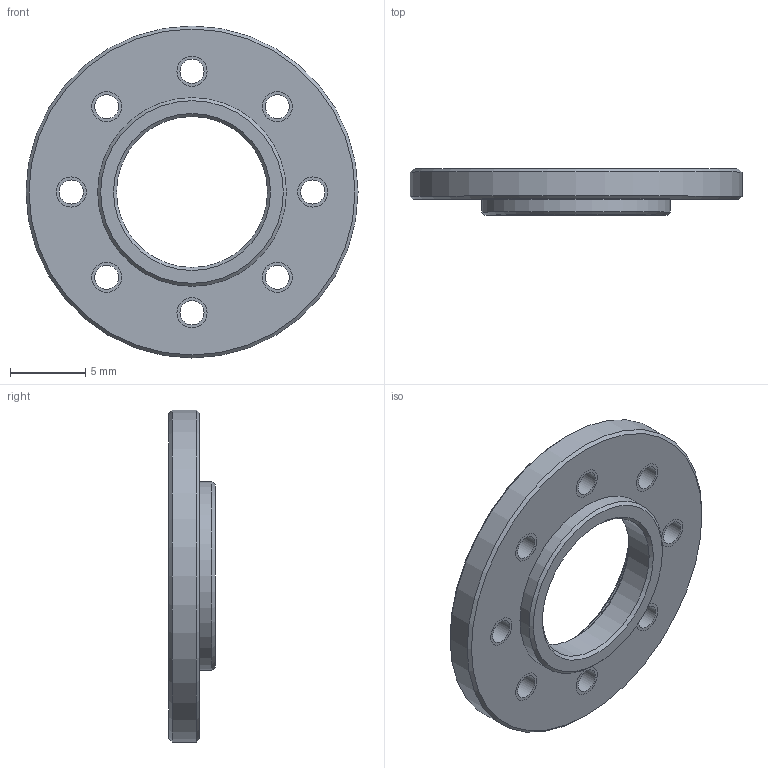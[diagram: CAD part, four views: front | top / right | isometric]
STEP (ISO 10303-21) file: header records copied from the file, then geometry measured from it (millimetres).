
FILE_DESCRIPTION(/* description */ (''),/* implementation_level */ '2;1');
FILE_NAME(/* name */ 'HN07-i101_v2.step',/* time_stamp */ '2023-01-15T11:57:15-08:00',/* author */ (''),/* organization */ (''),/* preprocessor_version */ 'ST-DEVELOPER v19.2',/* originating_system */ 'Autodesk Translation Framework v11.17.0.187',/* authorisation */ '');
FILE_SCHEMA (('AUTOMOTIVE_DESIGN { 1 0 10303 214 3 1 1 }'));
Length unit declared in the file: millimetre
Products named in the file (1): HN07-i101
Bounding box: 22 x 3.05 x 22 mm (x, y, z)
Volume: 590.1 mm3; surface area: 990.8 mm2
Topology: 1 solids, 9 shells, 38 faces, 92 edges, 58 vertices
Faces by surface type: cylinder 20, cone 14, plane 4
Full cylindrical faces by diameter (mm): 1.6 x8, 2 x8, 10 x1, 11.6 x1, 12.5 x1, 22 x1
Entity records: 1218 total; most frequent: DIRECTION 228, CARTESIAN_POINT 189, ORIENTED_EDGE 168, AXIS2_PLACEMENT_3D 97, EDGE_CURVE 92, EDGE_LOOP 58, CIRCLE 58, VERTEX_POINT 58
